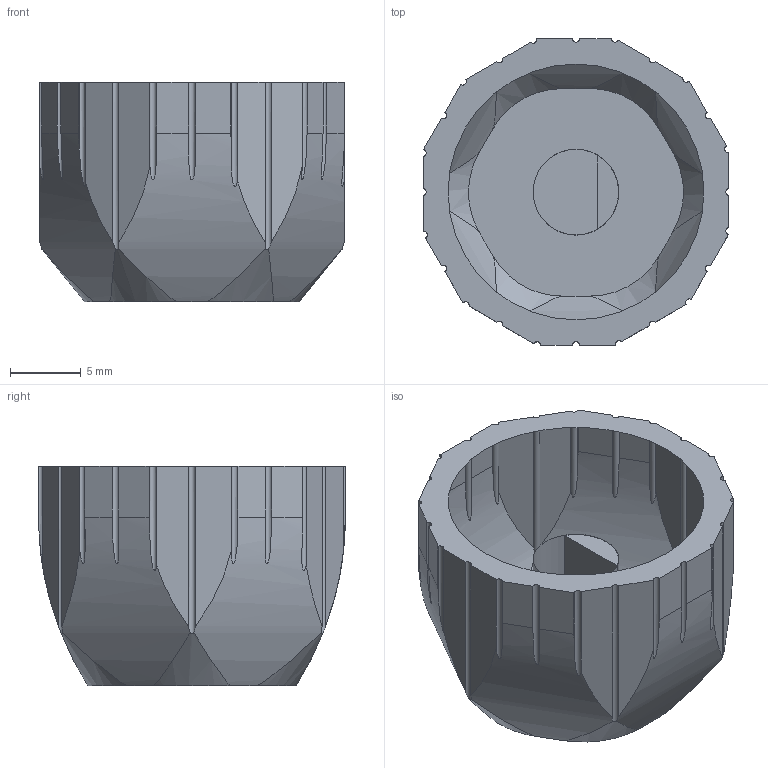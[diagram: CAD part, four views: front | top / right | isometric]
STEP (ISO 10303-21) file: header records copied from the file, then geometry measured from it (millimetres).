
FILE_DESCRIPTION(/* description */ (''),/* implementation_level */ '2;1');
FILE_NAME(/* name */ 'knob.step',/* time_stamp */ '2020-10-20T22:38:09-07:00',/* author */ (''),/* organization */ (''),/* preprocessor_version */ 'ST-DEVELOPER v18.1',/* originating_system */ 'Autodesk Translation Framework v9.3.0.1241',/* authorisation */ '');
FILE_SCHEMA (('AUTOMOTIVE_DESIGN { 1 0 10303 214 3 1 1 }'));
Length unit declared in the file: millimetre
Products named in the file (1): knob
Bounding box: 21.5 x 21.65 x 15.5 mm (x, y, z)
Volume: 4311.7 mm3; surface area: 1926.1 mm2
Topology: 1 solids, 1 shells, 74 faces, 209 edges, 139 vertices
Faces by surface type: cylinder 38, plane 35, cone 1
Full cylindrical faces by diameter (mm): 6.06 x1
Entity records: 3155 total; most frequent: CARTESIAN_POINT 1243, ORIENTED_EDGE 418, DIRECTION 364, EDGE_CURVE 209, VERTEX_POINT 139, AXIS2_PLACEMENT_3D 128, LINE 108, VECTOR 108
